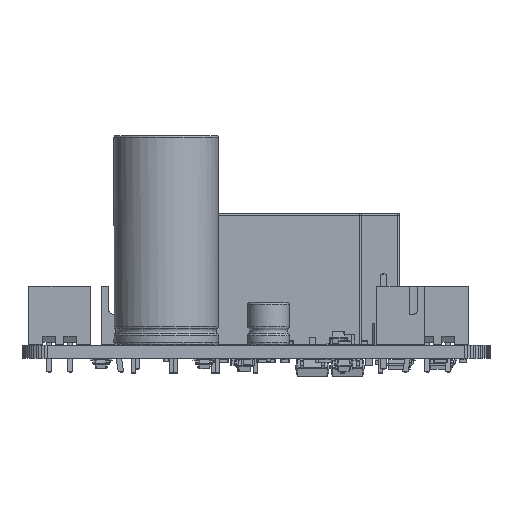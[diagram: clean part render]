
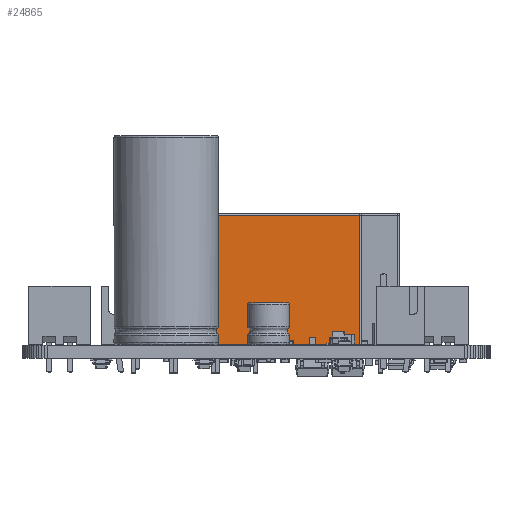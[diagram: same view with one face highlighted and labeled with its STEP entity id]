
A CAD part, left-side view. The second image highlights one B-rep face of the part: STEP entity #24865.
In plain terms, the highlighted face is planar.
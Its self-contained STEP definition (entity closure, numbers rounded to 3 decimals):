
#23156 = PLANE('',#23157);
#23157 = AXIS2_PLACEMENT_3D('',#23158,#23159,#23160);
#23158 = CARTESIAN_POINT('',(12.1,3.75,0.));
#23159 = DIRECTION('',(-0.,-0.,-1.));
#23160 = DIRECTION('',(-1.,0.,0.));
#23402 = VERTEX_POINT('',#23403);
#23403 = CARTESIAN_POINT('',(-2.05,10.,0.));
#23418 = CYLINDRICAL_SURFACE('',#23419,0.25);
#23419 = AXIS2_PLACEMENT_3D('',#23420,#23421,#23422);
#23420 = CARTESIAN_POINT('',(-2.05,9.75,0.));
#23421 = DIRECTION('',(0.,0.,1.));
#23422 = DIRECTION('',(-1.,0.,0.));
#23430 = EDGE_CURVE('',#23402,#23431,#23433,.T.);
#23431 = VERTEX_POINT('',#23432);
#23432 = CARTESIAN_POINT('',(26.25,10.,0.));
#23433 = SURFACE_CURVE('',#23434,(#23438,#23445),.PCURVE_S1.);
#23434 = LINE('',#23435,#23436);
#23435 = CARTESIAN_POINT('',(-2.3,10.,0.));
#23436 = VECTOR('',#23437,1.);
#23437 = DIRECTION('',(1.,0.,0.));
#23438 = PCURVE('',#23156,#23439);
#23439 = DEFINITIONAL_REPRESENTATION('',(#23440),#23444);
#23440 = LINE('',#23441,#23442);
#23441 = CARTESIAN_POINT('',(14.4,6.25));
#23442 = VECTOR('',#23443,1.);
#23443 = DIRECTION('',(-1.,0.));
#23444 = ( GEOMETRIC_REPRESENTATION_CONTEXT(2) 
PARAMETRIC_REPRESENTATION_CONTEXT() REPRESENTATION_CONTEXT('2D SPACE',''
  ) );
#23445 = PCURVE('',#23446,#23451);
#23446 = PLANE('',#23447);
#23447 = AXIS2_PLACEMENT_3D('',#23448,#23449,#23450);
#23448 = CARTESIAN_POINT('',(-2.3,10.,0.));
#23449 = DIRECTION('',(0.,1.,0.));
#23450 = DIRECTION('',(1.,0.,0.));
#23451 = DEFINITIONAL_REPRESENTATION('',(#23452),#23456);
#23452 = LINE('',#23453,#23454);
#23453 = CARTESIAN_POINT('',(0.,0.));
#23454 = VECTOR('',#23455,1.);
#23455 = DIRECTION('',(1.,0.));
#23456 = ( GEOMETRIC_REPRESENTATION_CONTEXT(2) 
PARAMETRIC_REPRESENTATION_CONTEXT() REPRESENTATION_CONTEXT('2D SPACE',''
  ) );
#23477 = CYLINDRICAL_SURFACE('',#23478,0.25);
#23478 = AXIS2_PLACEMENT_3D('',#23479,#23480,#23481);
#23479 = CARTESIAN_POINT('',(26.25,9.75,0.));
#23480 = DIRECTION('',(0.,0.,1.));
#23481 = DIRECTION('',(1.,0.,-0.));
#24717 = EDGE_CURVE('',#23431,#24718,#24720,.T.);
#24718 = VERTEX_POINT('',#24719);
#24719 = CARTESIAN_POINT('',(26.25,10.,15.45));
#24720 = SURFACE_CURVE('',#24721,(#24725,#24732),.PCURVE_S1.);
#24721 = LINE('',#24722,#24723);
#24722 = CARTESIAN_POINT('',(26.25,10.,0.));
#24723 = VECTOR('',#24724,1.);
#24724 = DIRECTION('',(0.,0.,1.));
#24725 = PCURVE('',#23477,#24726);
#24726 = DEFINITIONAL_REPRESENTATION('',(#24727),#24731);
#24727 = LINE('',#24728,#24729);
#24728 = CARTESIAN_POINT('',(1.571,0.));
#24729 = VECTOR('',#24730,1.);
#24730 = DIRECTION('',(0.,1.));
#24731 = ( GEOMETRIC_REPRESENTATION_CONTEXT(2) 
PARAMETRIC_REPRESENTATION_CONTEXT() REPRESENTATION_CONTEXT('2D SPACE',''
  ) );
#24732 = PCURVE('',#23446,#24733);
#24733 = DEFINITIONAL_REPRESENTATION('',(#24734),#24738);
#24734 = LINE('',#24735,#24736);
#24735 = CARTESIAN_POINT('',(28.55,0.));
#24736 = VECTOR('',#24737,1.);
#24737 = DIRECTION('',(0.,-1.));
#24738 = ( GEOMETRIC_REPRESENTATION_CONTEXT(2) 
PARAMETRIC_REPRESENTATION_CONTEXT() REPRESENTATION_CONTEXT('2D SPACE',''
  ) );
#24865 = ADVANCED_FACE('',(#24866),#23446,.T.);
#24866 = FACE_BOUND('',#24867,.T.);
#24867 = EDGE_LOOP('',(#24868,#24869,#24870,#24893));
#24868 = ORIENTED_EDGE('',*,*,#24717,.F.);
#24869 = ORIENTED_EDGE('',*,*,#23430,.F.);
#24870 = ORIENTED_EDGE('',*,*,#24871,.T.);
#24871 = EDGE_CURVE('',#23402,#24872,#24874,.T.);
#24872 = VERTEX_POINT('',#24873);
#24873 = CARTESIAN_POINT('',(-2.05,10.,15.45));
#24874 = SURFACE_CURVE('',#24875,(#24879,#24886),.PCURVE_S1.);
#24875 = LINE('',#24876,#24877);
#24876 = CARTESIAN_POINT('',(-2.05,10.,0.));
#24877 = VECTOR('',#24878,1.);
#24878 = DIRECTION('',(0.,0.,1.));
#24879 = PCURVE('',#23446,#24880);
#24880 = DEFINITIONAL_REPRESENTATION('',(#24881),#24885);
#24881 = LINE('',#24882,#24883);
#24882 = CARTESIAN_POINT('',(0.25,0.));
#24883 = VECTOR('',#24884,1.);
#24884 = DIRECTION('',(0.,-1.));
#24885 = ( GEOMETRIC_REPRESENTATION_CONTEXT(2) 
PARAMETRIC_REPRESENTATION_CONTEXT() REPRESENTATION_CONTEXT('2D SPACE',''
  ) );
#24886 = PCURVE('',#23418,#24887);
#24887 = DEFINITIONAL_REPRESENTATION('',(#24888),#24892);
#24888 = LINE('',#24889,#24890);
#24889 = CARTESIAN_POINT('',(4.712,0.));
#24890 = VECTOR('',#24891,1.);
#24891 = DIRECTION('',(0.,1.));
#24892 = ( GEOMETRIC_REPRESENTATION_CONTEXT(2) 
PARAMETRIC_REPRESENTATION_CONTEXT() REPRESENTATION_CONTEXT('2D SPACE',''
  ) );
#24893 = ORIENTED_EDGE('',*,*,#24894,.T.);
#24894 = EDGE_CURVE('',#24872,#24718,#24895,.T.);
#24895 = SURFACE_CURVE('',#24896,(#24900,#24907),.PCURVE_S1.);
#24896 = LINE('',#24897,#24898);
#24897 = CARTESIAN_POINT('',(-2.05,10.,15.45));
#24898 = VECTOR('',#24899,1.);
#24899 = DIRECTION('',(1.,0.,0.));
#24900 = PCURVE('',#23446,#24901);
#24901 = DEFINITIONAL_REPRESENTATION('',(#24902),#24906);
#24902 = LINE('',#24903,#24904);
#24903 = CARTESIAN_POINT('',(0.25,-15.45));
#24904 = VECTOR('',#24905,1.);
#24905 = DIRECTION('',(1.,0.));
#24906 = ( GEOMETRIC_REPRESENTATION_CONTEXT(2) 
PARAMETRIC_REPRESENTATION_CONTEXT() REPRESENTATION_CONTEXT('2D SPACE',''
  ) );
#24907 = PCURVE('',#24908,#24913);
#24908 = CYLINDRICAL_SURFACE('',#24909,0.25);
#24909 = AXIS2_PLACEMENT_3D('',#24910,#24911,#24912);
#24910 = CARTESIAN_POINT('',(-2.05,9.75,15.45));
#24911 = DIRECTION('',(1.,0.,0.));
#24912 = DIRECTION('',(-0.,1.,0.));
#24913 = DEFINITIONAL_REPRESENTATION('',(#24914),#24918);
#24914 = LINE('',#24915,#24916);
#24915 = CARTESIAN_POINT('',(0.,0.));
#24916 = VECTOR('',#24917,1.);
#24917 = DIRECTION('',(0.,1.));
#24918 = ( GEOMETRIC_REPRESENTATION_CONTEXT(2) 
PARAMETRIC_REPRESENTATION_CONTEXT() REPRESENTATION_CONTEXT('2D SPACE',''
  ) );
